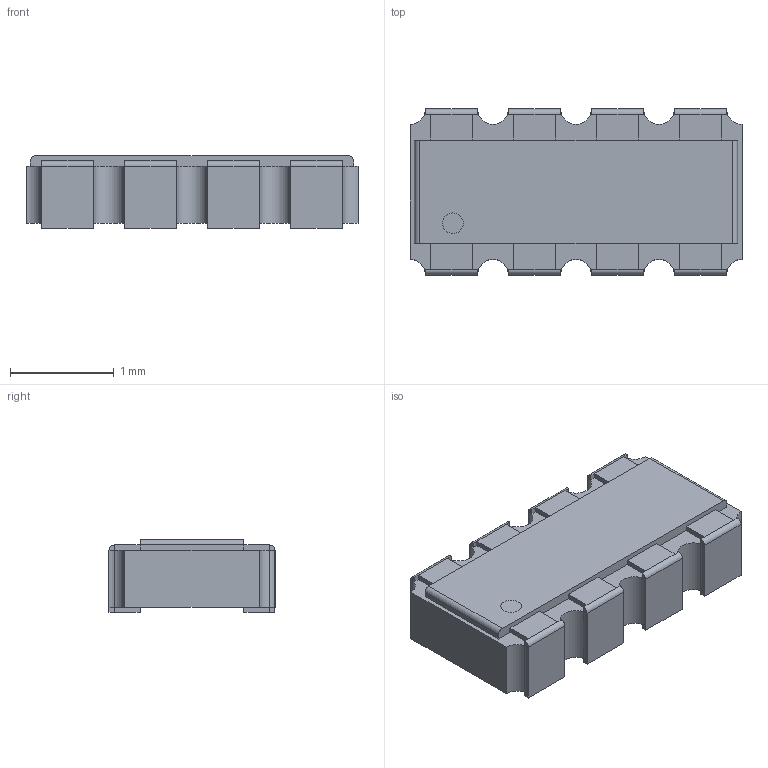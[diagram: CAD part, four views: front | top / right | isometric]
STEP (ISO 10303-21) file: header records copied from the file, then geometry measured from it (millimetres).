
FILE_DESCRIPTION (( 'STEP AP214' ), '1' );
FILE_NAME ('YC164-JR-0710KL.STEP', '2025-06-01T05:24:26', ( '' ), ( '' ), 'SwSTEP 2.0', 'SolidWorks 2023', '' );
FILE_SCHEMA (( 'AUTOMOTIVE_DESIGN' ));
Length unit declared in the file: millimetre
Products named in the file (5): dot_1; 3; YC164-JR-0710KL; 2; 1
Assembly tree (4 placements, depth 2):
  YC164-JR-0710KL
    1
    2
    3
    dot_1
Bounding box: 3.2 x 1.6 x 0.7 mm (x, y, z)
Volume: 3.1 mm3; surface area: 33.3 mm2
Topology: 11 solids, 11 shells, 170 faces, 428 edges, 280 vertices
Faces by surface type: plane 148, cylinder 22
Entity records: 7095 total; most frequent: CARTESIAN_POINT 885, ORIENTED_EDGE 856, DIRECTION 826, EDGE_CURVE 428, LINE 384, VECTOR 384, VERTEX_POINT 280, AXIS2_PLACEMENT_3D 221
